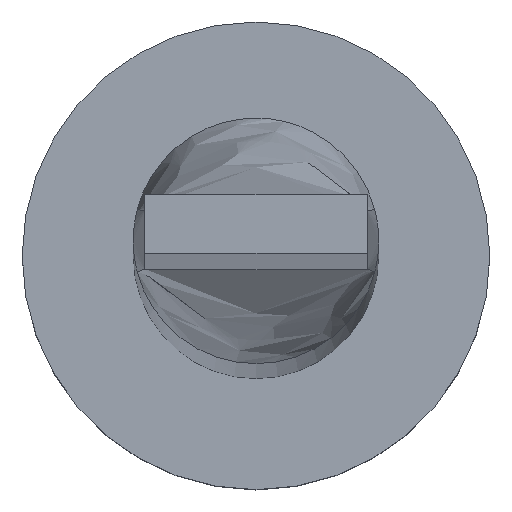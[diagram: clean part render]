
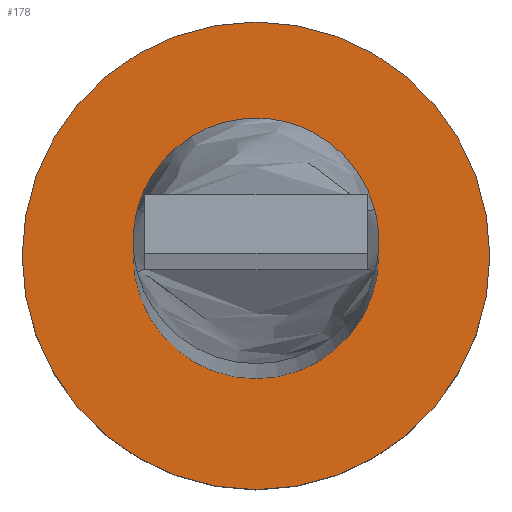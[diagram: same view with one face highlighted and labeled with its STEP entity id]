
A CAD part, top view. The second image highlights one B-rep face of the part: STEP entity #178.
In plain terms, the highlighted planar face has unit normal (0, 0, 1).
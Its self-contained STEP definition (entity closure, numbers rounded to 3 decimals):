
#6 = ORIENTED_EDGE ( 'NONE', *, *, #370, .F. ) ;
#14 = EDGE_CURVE ( 'NONE', #186, #139, #88, .T. ) ;
#18 = DIRECTION ( 'NONE',  ( 1., 0., 0. ) ) ;
#20 = AXIS2_PLACEMENT_3D ( 'NONE', #498, #87, #448 ) ;
#30 = CARTESIAN_POINT ( 'NONE',  ( 2.1, 0., 3. ) ) ;
#52 = AXIS2_PLACEMENT_3D ( 'NONE', #206, #391, #566 ) ;
#53 = AXIS2_PLACEMENT_3D ( 'NONE', #399, #491, #328 ) ;
#66 = CARTESIAN_POINT ( 'NONE',  ( 0., 0., 3. ) ) ;
#87 = DIRECTION ( 'NONE',  ( 0., 0., 1. ) ) ;
#88 = CIRCLE ( 'NONE', #326, 4. ) ;
#101 = CIRCLE ( 'NONE', #52, 2.1 ) ;
#135 = ORIENTED_EDGE ( 'NONE', *, *, #361, .F. ) ;
#139 = VERTEX_POINT ( 'NONE', #495 ) ;
#152 = FACE_OUTER_BOUND ( 'NONE', #492, .T. ) ;
#160 = CIRCLE ( 'NONE', #20, 2.1 ) ;
#164 = CARTESIAN_POINT ( 'NONE',  ( -2.1, 0., 3. ) ) ;
#177 = VERTEX_POINT ( 'NONE', #30 ) ;
#178 = ADVANCED_FACE ( 'NONE', ( #520, #152 ), #198, .T. ) ;
#186 = VERTEX_POINT ( 'NONE', #342 ) ;
#198 = PLANE ( 'NONE',  #488 ) ;
#206 = CARTESIAN_POINT ( 'NONE',  ( 0., 0., 3. ) ) ;
#234 = ORIENTED_EDGE ( 'NONE', *, *, #579, .T. ) ;
#296 = DIRECTION ( 'NONE',  ( 0., 0., 1. ) ) ;
#326 = AXIS2_PLACEMENT_3D ( 'NONE', #66, #348, #494 ) ;
#328 = DIRECTION ( 'NONE',  ( 1., 0., 0. ) ) ;
#342 = CARTESIAN_POINT ( 'NONE',  ( 4., 0., 3. ) ) ;
#348 = DIRECTION ( 'NONE',  ( 0., 0., 1. ) ) ;
#361 = EDGE_CURVE ( 'NONE', #407, #177, #101, .T. ) ;
#370 = EDGE_CURVE ( 'NONE', #177, #407, #160, .T. ) ;
#390 = ORIENTED_EDGE ( 'NONE', *, *, #14, .T. ) ;
#391 = DIRECTION ( 'NONE',  ( 0., 0., 1. ) ) ;
#399 = CARTESIAN_POINT ( 'NONE',  ( 0., 0., 3. ) ) ;
#407 = VERTEX_POINT ( 'NONE', #164 ) ;
#412 = CIRCLE ( 'NONE', #53, 4. ) ;
#448 = DIRECTION ( 'NONE',  ( 1., 0., 0. ) ) ;
#488 = AXIS2_PLACEMENT_3D ( 'NONE', #517, #296, #18 ) ;
#491 = DIRECTION ( 'NONE',  ( 0., 0., 1. ) ) ;
#492 = EDGE_LOOP ( 'NONE', ( #234, #390 ) ) ;
#494 = DIRECTION ( 'NONE',  ( 1., 0., 0. ) ) ;
#495 = CARTESIAN_POINT ( 'NONE',  ( -4., 0., 3. ) ) ;
#496 = EDGE_LOOP ( 'NONE', ( #135, #6 ) ) ;
#498 = CARTESIAN_POINT ( 'NONE',  ( 0., 0., 3. ) ) ;
#517 = CARTESIAN_POINT ( 'NONE',  ( 0., 0., 3. ) ) ;
#520 = FACE_BOUND ( 'NONE', #496, .T. ) ;
#566 = DIRECTION ( 'NONE',  ( 1., 0., 0. ) ) ;
#579 = EDGE_CURVE ( 'NONE', #139, #186, #412, .T. ) ;
